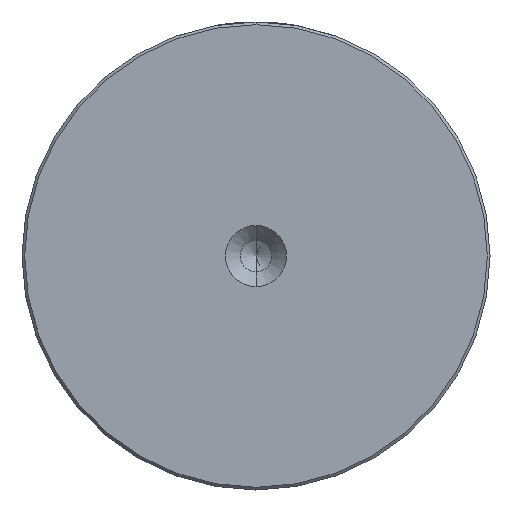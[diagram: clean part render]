
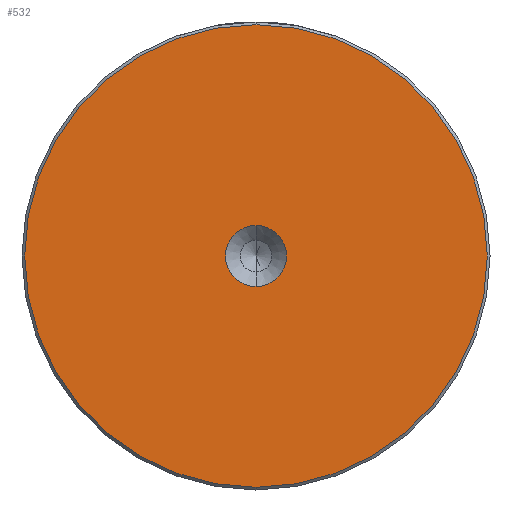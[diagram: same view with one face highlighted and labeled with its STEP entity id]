
A CAD part, left-side view. The second image highlights one B-rep face of the part: STEP entity #532.
In plain terms, the highlighted planar face has unit normal (-1, 0, 0).
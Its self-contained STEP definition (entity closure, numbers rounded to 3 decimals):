
#1 = CARTESIAN_POINT ( 'NONE',  ( 0., 0., -42.5 ) ) ;
#161 = CARTESIAN_POINT ( 'NONE',  ( 0., 0., 0. ) ) ;
#207 = CIRCLE ( 'NONE', #285, 42.5 ) ;
#245 = DIRECTION ( 'NONE',  ( 0., 0., 1. ) ) ;
#256 = DIRECTION ( 'NONE',  ( -1., 0., 0. ) ) ;
#276 = FACE_BOUND ( 'NONE', #1722, .T. ) ;
#285 = AXIS2_PLACEMENT_3D ( 'NONE', #1643, #1064, #679 ) ;
#386 = DIRECTION ( 'NONE',  ( 0., 0., 1. ) ) ;
#409 = CARTESIAN_POINT ( 'NONE',  ( 0., 0., 0. ) ) ;
#461 = CARTESIAN_POINT ( 'NONE',  ( 0., 0., 0. ) ) ;
#532 = ADVANCED_FACE ( 'NONE', ( #905, #276 ), #2339, .T. ) ;
#558 = VERTEX_POINT ( 'NONE', #1955 ) ;
#582 = EDGE_CURVE ( 'NONE', #657, #558, #207, .T. ) ;
#603 = CARTESIAN_POINT ( 'NONE',  ( 0., 0., 0. ) ) ;
#627 = DIRECTION ( 'NONE',  ( 0., 0., 1. ) ) ;
#657 = VERTEX_POINT ( 'NONE', #1 ) ;
#679 = DIRECTION ( 'NONE',  ( 0., 0., 1. ) ) ;
#681 = EDGE_CURVE ( 'NONE', #1665, #1122, #1444, .T. ) ;
#715 = AXIS2_PLACEMENT_3D ( 'NONE', #461, #256, #245 ) ;
#905 = FACE_OUTER_BOUND ( 'NONE', #2224, .T. ) ;
#1013 = ORIENTED_EDGE ( 'NONE', *, *, #2396, .T. ) ;
#1064 = DIRECTION ( 'NONE',  ( -1., 0., 0. ) ) ;
#1122 = VERTEX_POINT ( 'NONE', #2399 ) ;
#1270 = CIRCLE ( 'NONE', #1482, 5.6 ) ;
#1297 = AXIS2_PLACEMENT_3D ( 'NONE', #161, #1563, #386 ) ;
#1444 = CIRCLE ( 'NONE', #715, 5.6 ) ;
#1482 = AXIS2_PLACEMENT_3D ( 'NONE', #409, #1779, #627 ) ;
#1563 = DIRECTION ( 'NONE',  ( -1., 0., 0. ) ) ;
#1591 = CIRCLE ( 'NONE', #1297, 42.5 ) ;
#1636 = EDGE_CURVE ( 'NONE', #1122, #1665, #1270, .T. ) ;
#1643 = CARTESIAN_POINT ( 'NONE',  ( 0., 0., 0. ) ) ;
#1665 = VERTEX_POINT ( 'NONE', #2170 ) ;
#1722 = EDGE_LOOP ( 'NONE', ( #1994, #2302 ) ) ;
#1779 = DIRECTION ( 'NONE',  ( -1., 0., 0. ) ) ;
#1895 = ORIENTED_EDGE ( 'NONE', *, *, #582, .T. ) ;
#1955 = CARTESIAN_POINT ( 'NONE',  ( 0., 0., 42.5 ) ) ;
#1994 = ORIENTED_EDGE ( 'NONE', *, *, #1636, .F. ) ;
#2117 = DIRECTION ( 'NONE',  ( 0., 0., 1. ) ) ;
#2147 = DIRECTION ( 'NONE',  ( -1., 0., 0. ) ) ;
#2170 = CARTESIAN_POINT ( 'NONE',  ( 0., 0., -5.6 ) ) ;
#2177 = AXIS2_PLACEMENT_3D ( 'NONE', #603, #2147, #2117 ) ;
#2224 = EDGE_LOOP ( 'NONE', ( #1895, #1013 ) ) ;
#2302 = ORIENTED_EDGE ( 'NONE', *, *, #681, .F. ) ;
#2339 = PLANE ( 'NONE',  #2177 ) ;
#2396 = EDGE_CURVE ( 'NONE', #558, #657, #1591, .T. ) ;
#2399 = CARTESIAN_POINT ( 'NONE',  ( 0., 0., 5.6 ) ) ;
